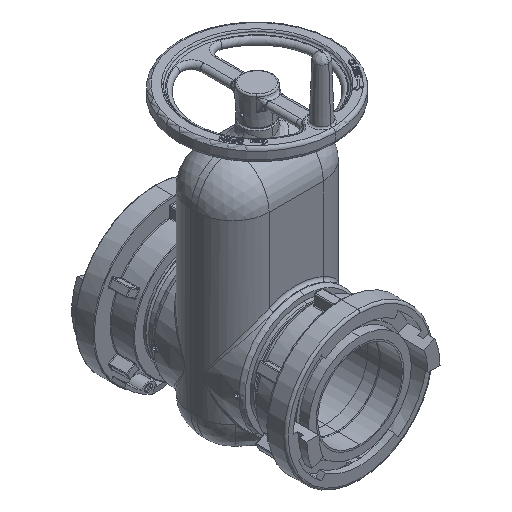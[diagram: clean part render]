
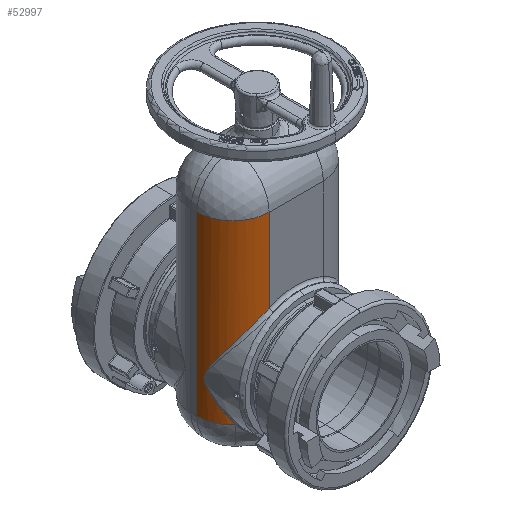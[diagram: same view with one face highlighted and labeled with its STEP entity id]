
A CAD part, isometric view. The second image highlights one B-rep face of the part: STEP entity #52997.
In plain terms, the highlighted cylindrical face has radius 38.1 mm (diameter 76.2 mm), a partial arc.
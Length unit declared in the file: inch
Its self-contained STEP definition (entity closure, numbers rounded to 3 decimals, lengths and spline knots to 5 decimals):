
#48640=DIRECTION('',(0.,0.,1.));
#48641=VECTOR('',#48640,7.34375);
#48642=CARTESIAN_POINT('',(-2.625,-0.125,-10.29875));
#48643=LINE('',#48642,#48641);
#48644=DIRECTION('',(0.,0.,-1.));
#48645=VECTOR('',#48644,3.4401);
#48646=CARTESIAN_POINT('',(-1.125,-1.625,-2.955));
#48647=LINE('',#48646,#48645);
#48727=CARTESIAN_POINT('',(-1.125,-0.125,-2.955));
#48728=DIRECTION('',(0.,0.,-1.));
#48729=DIRECTION('',(0.,-1.,0.));
#48730=AXIS2_PLACEMENT_3D('',#48727,#48728,#48729);
#48888=CARTESIAN_POINT('',(-1.125,-1.625,
-6.3951));
#48889=CARTESIAN_POINT('',(-1.19805,-1.625,
-6.43214));
#48890=CARTESIAN_POINT('',(-1.34881,-1.61476,
-6.51698));
#48891=CARTESIAN_POINT('',(-1.59172,-1.55757,
-6.69211));
#48892=CARTESIAN_POINT('',(-1.80726,-1.46714,
-6.88943));
#48893=CARTESIAN_POINT('',(-1.9926,-1.35439,
-7.09961));
#48894=CARTESIAN_POINT('',(-2.14108,-1.23308,
-7.30635));
#48895=CARTESIAN_POINT('',(-2.253,-1.11744,
-7.49382));
#48896=CARTESIAN_POINT('',(-2.33993,-1.00801,
-7.66625));
#48897=CARTESIAN_POINT('',(-2.40834,-0.90445,
-7.82683));
#48898=CARTESIAN_POINT('',(-2.46137,-0.80881,
-7.97429));
#48899=CARTESIAN_POINT('',(-2.50218,-0.72174,
-8.10907));
#48900=CARTESIAN_POINT('',(-2.53388,-0.64198,
-8.23442));
#48901=CARTESIAN_POINT('',(-2.55843,-0.56887,
-8.35313));
#48902=CARTESIAN_POINT('',(-2.57667,-0.50431,
-8.46469));
#48903=CARTESIAN_POINT('',(-2.58927,-0.45159,
-8.56764));
#48904=CARTESIAN_POINT('',(-2.59723,-0.41283,
-8.66344));
#48905=CARTESIAN_POINT('',(-2.60107,-0.39189,
-8.75608));
#48906=CARTESIAN_POINT('',(-2.60093,-0.3927,
-8.84777));
#48907=CARTESIAN_POINT('',(-2.59684,-0.41482,
-8.93987));
#48908=CARTESIAN_POINT('',(-2.5887,-0.45414,
-9.03526));
#48909=CARTESIAN_POINT('',(-2.57592,-0.50718,
-9.13798));
#48910=CARTESIAN_POINT('',(-2.55751,-0.57184,
-9.2493));
#48911=CARTESIAN_POINT('',(-2.53279,-0.64493,
-9.36776));
#48912=CARTESIAN_POINT('',(-2.5009,-0.72468,
-9.49302));
#48913=CARTESIAN_POINT('',(-2.45985,-0.81178,
-9.6278));
#48914=CARTESIAN_POINT('',(-2.40655,-0.90741,
-9.77523));
#48915=CARTESIAN_POINT('',(-2.33774,-1.01098,
-9.93589));
#48916=CARTESIAN_POINT('',(-2.25077,-1.12005,
-10.10782));
#48917=CARTESIAN_POINT('',(-2.17515,-1.19764,
-10.23377));
#48918=CARTESIAN_POINT('',(-2.1321,-1.23664,
-10.29873));
#49065=CARTESIAN_POINT('',(-2.1321,-1.23664,
-10.29873));
#49176=CARTESIAN_POINT('',(-2.625,-0.125,-10.29875));
#49177=CARTESIAN_POINT('',(-2.625,-0.20847,-10.29875));
#49178=CARTESIAN_POINT('',(-2.61103,-0.37541,
-10.29875));
#49179=CARTESIAN_POINT('',(-2.54876,-0.61886,
-10.29874));
#49180=CARTESIAN_POINT('',(-2.44691,-0.84857,
-10.29876));
#49181=CARTESIAN_POINT('',(-2.3083,-1.05817,
-10.29866));
#49182=CARTESIAN_POINT('',(-2.19396,-1.1806,
-10.29889));
#49183=CARTESIAN_POINT('',(-2.1321,-1.23664,
-10.29873));
#51207=CARTESIAN_POINT('',(-2.625,-0.125,-2.955));
#51209=VERTEX_POINT('',#51207);
#51216=CARTESIAN_POINT('',(-1.125,-1.625,-2.955));
#51217=VERTEX_POINT('',#51216);
#51230=CARTESIAN_POINT('',(-1.125,-1.625,
-6.3951));
#51231=VERTEX_POINT('',#51230);
#51240=CARTESIAN_POINT('',(-2.625,-0.125,-10.29875));
#51242=VERTEX_POINT('',#51240);
#51246=VERTEX_POINT('',#49065);
#52982=CARTESIAN_POINT('',(-1.125,-0.125,-1.4366));
#52983=DIRECTION('',(0.,0.,-1.));
#52984=DIRECTION('',(0.,-1.,0.));
#52985=AXIS2_PLACEMENT_3D('',#52982,#52983,#52984);
#52986=CYLINDRICAL_SURFACE('',#52985,1.5);
#52987=ORIENTED_EDGE('',*,*,#51627,.T.);
#52989=ORIENTED_EDGE('',*,*,#52988,.F.);
#52990=ORIENTED_EDGE('',*,*,#51595,.T.);
#52992=ORIENTED_EDGE('',*,*,#52991,.T.);
#52994=ORIENTED_EDGE('',*,*,#52993,.F.);
#52995=EDGE_LOOP('',(#52987,#52989,#52990,#52992,#52994));
#52996=FACE_OUTER_BOUND('',#52995,.F.);
#52997=ADVANCED_FACE('',(#52996),#52986,.T.);
#48731=CIRCLE('',#48730,1.5);
#48919=B_SPLINE_CURVE_WITH_KNOTS('',3,(#48888,#48889,#48890,#48891,#48892,
#48893,#48894,#48895,#48896,#48897,#48898,#48899,#48900,#48901,#48902,#48903,
#48904,#48905,#48906,#48907,#48908,#48909,#48910,#48911,#48912,#48913,#48914,
#48915,#48916,#48917,#48918),.UNSPECIFIED.,.F.,.F.,(4,1,1,1,1,1,1,1,1,1,1,1,1,1,
1,1,1,1,1,1,1,1,1,1,1,1,1,1,4),(0.,0.03571,0.07143,
0.10714,0.14286,0.17857,0.21429,0.25,
0.28571,0.32143,0.35714,0.39286,
0.42857,0.46429,0.5,0.53571,0.57143,
0.60714,0.64286,0.67857,0.71429,0.75,
0.78571,0.82143,0.85714,0.89286,
0.92857,0.96429,1.),.UNSPECIFIED.);
#49184=B_SPLINE_CURVE_WITH_KNOTS('',3,(#49176,#49177,#49178,#49179,#49180,
#49181,#49182,#49183),.UNSPECIFIED.,.F.,.F.,(4,1,1,1,1,4),(0.,0.2,0.4,
0.6,0.8,1.),.UNSPECIFIED.);
#51595=EDGE_CURVE('',#51217,#51231,#48647,.T.);
#51627=EDGE_CURVE('',#51242,#51209,#48643,.T.);
#52988=EDGE_CURVE('',#51217,#51209,#48731,.T.);
#52991=EDGE_CURVE('',#51231,#51246,#48919,.T.);
#52993=EDGE_CURVE('',#51242,#51246,#49184,.T.);
